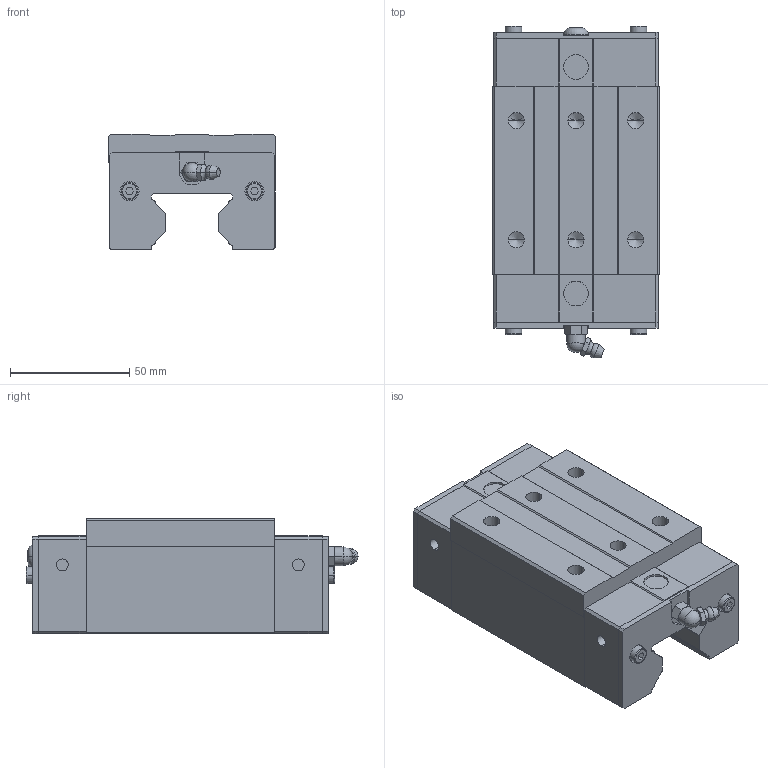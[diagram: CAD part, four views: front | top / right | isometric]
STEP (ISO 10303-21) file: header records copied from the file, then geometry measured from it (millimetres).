
FILE_DESCRIPTION(('STEP AP214'),'1');
FILE_NAME('cctmp_F299844D-3BC1-4D5A-BE2F-BBD137EF9767_2024_08_20_20_25_28_0233..stp','2024-08-20T18:25:28',('HIWIN GmbH'),('CADClick - www.CADClick.com'),'Spatial InterOp 3D',' ','unknown authorization');
FILE_SCHEMA(('AUTOMOTIVE_DESIGN'));
Length unit declared in the file: millimetre
Products named in the file (1): RGH35CAZAH_FILE
Bounding box: 70 x 139.21 x 48.5 mm (x, y, z)
Volume: 309208.8 mm3; surface area: 44346.7 mm2
Topology: 1 solids, 5 shells, 340 faces, 874 edges, 558 vertices
Faces by surface type: plane 190, cylinder 88, torus 30, cone 30, sphere 2
Entity records: 13212 total; most frequent: CARTESIAN_POINT 2183, DIRECTION 1730, ORIENTED_EDGE 1720, EDGE_CURVE 860, AXIS2_PLACEMENT_3D 589, VERTEX_POINT 558, LINE 552, VECTOR 552
